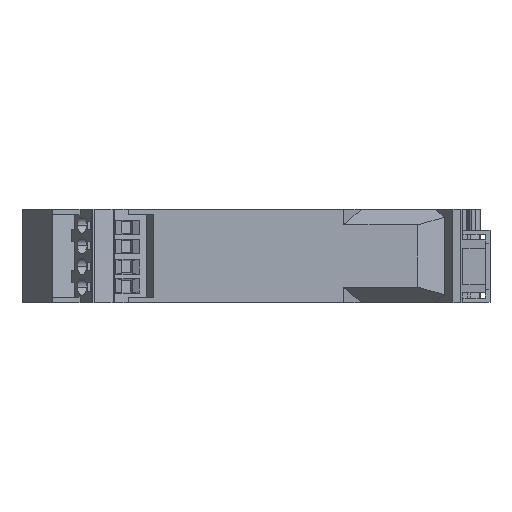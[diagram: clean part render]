
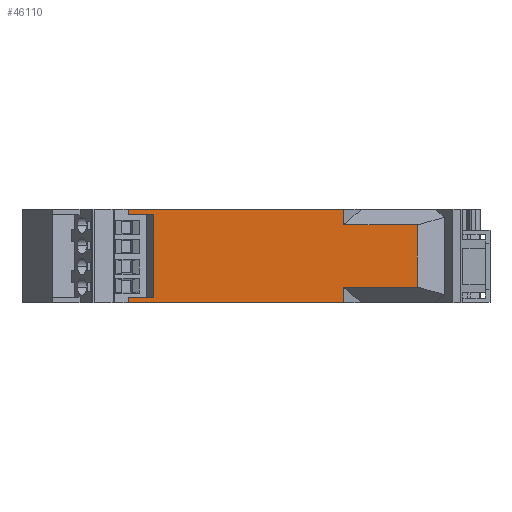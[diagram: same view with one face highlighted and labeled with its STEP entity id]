
A CAD part, left-side view. The second image highlights one B-rep face of the part: STEP entity #46110.
In plain terms, the highlighted planar face has unit normal (-1, 0, 0).
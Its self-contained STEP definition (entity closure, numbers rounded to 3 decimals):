
#14260=CARTESIAN_POINT('',(-49.5,111.994,
12.482));
#14270=VERTEX_POINT('',#14260);
#14440=CARTESIAN_POINT('',(-49.5,111.994,
-7.55));
#14450=VERTEX_POINT('',#14440);
#14480=CARTESIAN_POINT('',(-49.5,111.994,
-8.8));
#14490=DIRECTION('',(0.,0.,1.));
#14500=VECTOR('',#14490,1.);
#14510=LINE('',#14480,#14500);
#14520=CARTESIAN_POINT('',(-49.5,111.994,
-8.8));
#14530=VERTEX_POINT('',#14520);
#14540=EDGE_CURVE('',#14530,#14450,#14510,.T.);
#14670=CARTESIAN_POINT('',(-49.5,111.994,
13.8));
#14680=VERTEX_POINT('',#14670);
#14710=CARTESIAN_POINT('',(-49.5,111.994,0.));
#14720=DIRECTION('',(0.,0.,-1.));
#14730=VECTOR('',#14720,1.);
#14740=LINE('',#14710,#14730);
#14750=EDGE_CURVE('',#14680,#14270,#14740,.T.);
#18660=CARTESIAN_POINT('',(-49.5,30.8,
-7.55));
#18670=DIRECTION('',(0.,1.,0.));
#18680=VECTOR('',#18670,1.);
#18690=LINE('',#18660,#18680);
#18700=CARTESIAN_POINT('',(-49.5,105.835,
-7.55));
#18710=VERTEX_POINT('',#18700);
#18720=EDGE_CURVE('',#18710,#14450,#18690,.T.);
#22310=CARTESIAN_POINT('',(-49.5,59.7,
13.8));
#22320=VERTEX_POINT('',#22310);
#22410=CARTESIAN_POINT('',(-49.5,59.7,
10.047));
#22420=VERTEX_POINT('',#22410);
#22450=CARTESIAN_POINT('',(-49.5,59.7,0.));
#22460=DIRECTION('',(0.,0.,-1.));
#22470=VECTOR('',#22460,1.);
#22480=LINE('',#22450,#22470);
#22490=EDGE_CURVE('',#22320,#22420,#22480,.T.);
#23110=CARTESIAN_POINT('',(-49.5,41.8,
-5.047));
#23120=VERTEX_POINT('',#23110);
#23150=CARTESIAN_POINT('',(-49.5,41.8,0.));
#23160=DIRECTION('',(0.,0.,1.));
#23170=VECTOR('',#23160,1.);
#23180=LINE('',#23150,#23170);
#23190=CARTESIAN_POINT('',(-49.5,41.8,
10.047));
#23200=VERTEX_POINT('',#23190);
#23210=EDGE_CURVE('',#23120,#23200,#23180,.T.);
#28410=CARTESIAN_POINT('',(-49.5,59.7,
-5.047));
#28420=VERTEX_POINT('',#28410);
#28450=CARTESIAN_POINT('',(-49.5,0.,
-5.047));
#28460=DIRECTION('',(0.,-1.,0.));
#28470=VECTOR('',#28460,1.);
#28480=LINE('',#28450,#28470);
#28490=EDGE_CURVE('',#28420,#23120,#28480,.T.);
#29160=CARTESIAN_POINT('',(-49.5,30.8,12.482));
#29170=DIRECTION('',(0.,-1.,0.));
#29180=VECTOR('',#29170,1.);
#29190=LINE('',#29160,#29180);
#29200=CARTESIAN_POINT('',(-49.5,105.835,
12.482));
#29210=VERTEX_POINT('',#29200);
#29220=EDGE_CURVE('',#14270,#29210,#29190,.T.);
#34990=CARTESIAN_POINT('',(-49.5,0.,10.047));
#35000=DIRECTION('',(0.,1.,0.));
#35010=VECTOR('',#35000,1.);
#35020=LINE('',#34990,#35010);
#35030=EDGE_CURVE('',#23200,#22420,#35020,.T.);
#40680=CARTESIAN_POINT('',(-49.5,59.7,
-8.8));
#40690=VERTEX_POINT('',#40680);
#40720=CARTESIAN_POINT('',(-49.5,59.7,0.));
#40730=DIRECTION('',(0.,0.,-1.));
#40740=VECTOR('',#40730,1.);
#40750=LINE('',#40720,#40740);
#40760=EDGE_CURVE('',#28420,#40690,#40750,.T.);
#45770=CARTESIAN_POINT('',(-49.5,105.835,
12.482));
#45780=DIRECTION('',(-1.,0.,0.));
#45790=DIRECTION('',(0.,-1.,0.));
#45800=AXIS2_PLACEMENT_3D('',#45770,#45780,#45790);
#45810=PLANE('',#45800);
#45820=ORIENTED_EDGE('',*,*,#14750,.T.);
#45830=CARTESIAN_POINT('',(-49.5,0.,13.8));
#45840=DIRECTION('',(0.,-1.,0.));
#45850=VECTOR('',#45840,1.);
#45860=LINE('',#45830,#45850);
#45870=EDGE_CURVE('',#14680,#22320,#45860,.T.);
#45880=ORIENTED_EDGE('',*,*,#45870,.F.);
#45890=ORIENTED_EDGE('',*,*,#22490,.F.);
#45900=ORIENTED_EDGE('',*,*,#35030,.T.);
#45910=ORIENTED_EDGE('',*,*,#23210,.T.);
#45920=ORIENTED_EDGE('',*,*,#28490,.T.);
#45930=ORIENTED_EDGE('',*,*,#40760,.F.);
#45940=CARTESIAN_POINT('',(-49.5,0.,-8.8));
#45950=DIRECTION('',(0.,1.,0.));
#45960=VECTOR('',#45950,1.);
#45970=LINE('',#45940,#45960);
#45980=EDGE_CURVE('',#40690,#14530,#45970,.T.);
#45990=ORIENTED_EDGE('',*,*,#45980,.F.);
#46000=ORIENTED_EDGE('',*,*,#14540,.F.);
#46010=ORIENTED_EDGE('',*,*,#18720,.T.);
#46020=CARTESIAN_POINT('',(-49.5,105.835,
-8.8));
#46030=DIRECTION('',(0.,0.,1.));
#46040=VECTOR('',#46030,1.);
#46050=LINE('',#46020,#46040);
#46060=EDGE_CURVE('',#18710,#29210,#46050,.T.);
#46070=ORIENTED_EDGE('',*,*,#46060,.F.);
#46080=ORIENTED_EDGE('',*,*,#29220,.T.);
#46090=EDGE_LOOP('',(#46080,#46070,#46010,#46000,#45990,#45930,#45920,
#45910,#45900,#45890,#45880,#45820));
#46100=FACE_OUTER_BOUND('',#46090,.T.);
#46110=ADVANCED_FACE('',(#46100),#45810,.T.);
